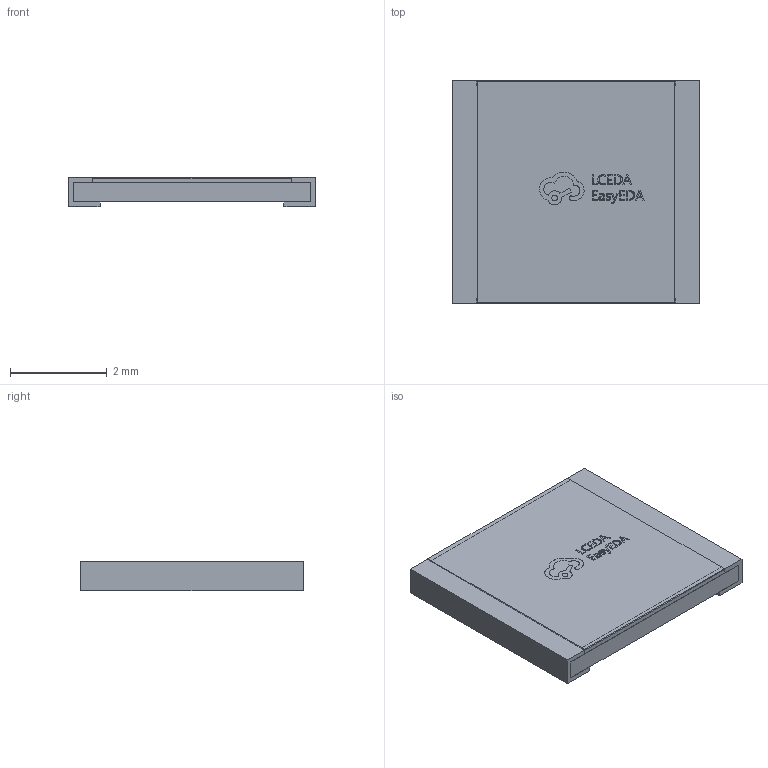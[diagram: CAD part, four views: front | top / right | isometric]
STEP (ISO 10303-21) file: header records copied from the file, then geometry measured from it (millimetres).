
FILE_DESCRIPTION(('CAx-IF Rec.Pracs.---Model Styling and Organization---1.5---2016-08-15','CAx-IF Rec.Pracs.---Geometric and Assembly Validation Properties---4.4---2016-08-17','CAx-IF Rec.Pracs.---User Defined Attributes---1.5---2016-08-15','CAx-IF Rec.Pracs.---External References---2.1---2005-01-19'),'2;1');
FILE_NAME('Polyfuse 2018.stp','2025-06-23T14:09:40',('Unspecified'),('Unspecified'),'CAD Exchanger 3.11.0 (cadexchanger.com)','Unspecified','');
FILE_SCHEMA(('AUTOMOTIVE_DESIGN { 1 0 10303 214 1 1 1 1 }'));
Length unit declared in the file: millimetre
Products named in the file (4): PCBModel; ILBr-F2; F2018; COMPOUND
Assembly tree (3 placements, depth 4):
  PCBModel
    ILBr-F2
      F2018
        COMPOUND
Bounding box: 5.1 x 4.6 x 0.61 mm (x, y, z)
Surface area: 150.1 mm2
Topology: 3 solids, 3 shells, 329 faces, 887 edges, 590 vertices
Faces by surface type: plane 217, bspline 112
Entity records: 13855 total; most frequent: CARTESIAN_POINT 3912, ORIENTED_EDGE 1774, DIRECTION 1097, EDGE_CURVE 887, LINE 659, VECTOR 659, VERTEX_POINT 590, FACE_BOUND 355
